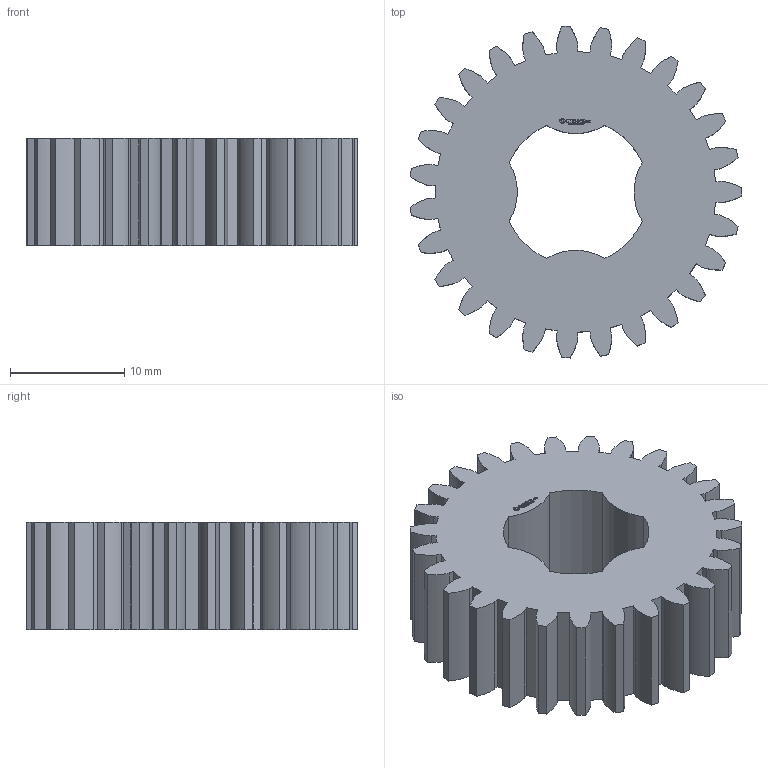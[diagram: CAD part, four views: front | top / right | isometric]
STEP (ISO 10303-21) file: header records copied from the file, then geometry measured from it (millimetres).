
FILE_DESCRIPTION(('FreeCAD Model'),'2;1');
FILE_NAME('Open CASCADE Shape Model','2024-03-09T18:45:49',(''),(''), 'Open CASCADE STEP processor 7.6','FreeCAD','Unknown');
FILE_SCHEMA(('AUTOMOTIVE_DESIGN { 1 0 10303 214 1 1 1 1 }'));
Length unit declared in the file: millimetre
Products named in the file (1): Gear Wheel PLN TTH27 BU00.75 SFT-SHD - SPN-GWH-0087 (stemfie.org)
Bounding box: 28.94 x 28.98 x 9.38 mm (x, y, z)
Volume: 4253.6 mm3; surface area: 2944 mm2
Topology: 1 solids, 1 shells, 631 faces, 1791 edges, 1194 vertices
Faces by surface type: plane 315, extrusion 308, cylinder 8
Entity records: 53016 total; most frequent: CARTESIAN_POINT 14889, DIRECTION 5113, VECTOR 4417, LINE 4109, ORIENTED_EDGE 3582, PCURVE 3582, DEFINITIONAL_REPRESENTATION 3582, EDGE_CURVE 1791
